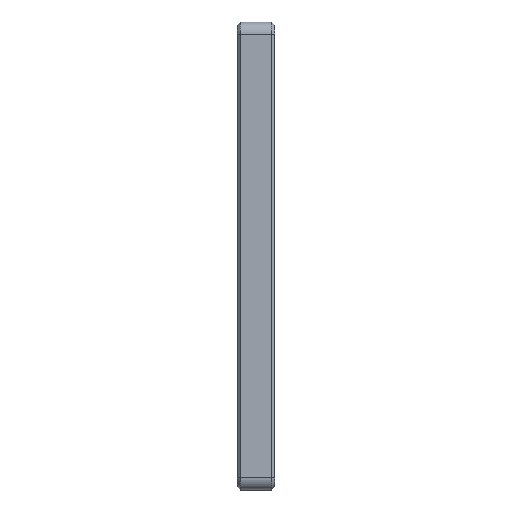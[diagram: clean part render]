
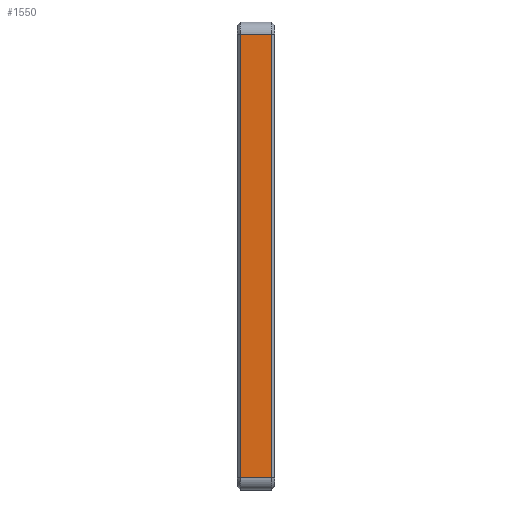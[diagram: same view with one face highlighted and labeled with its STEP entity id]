
A CAD part, left-side view. The second image highlights one B-rep face of the part: STEP entity #1550.
In plain terms, the highlighted planar face has unit normal (-1, 0, 0).
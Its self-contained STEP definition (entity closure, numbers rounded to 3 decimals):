
#57 = VERTEX_POINT ( 'NONE', #1572 ) ;
#115 = DIRECTION ( 'NONE',  ( 1., 0., 0. ) ) ;
#181 = ORIENTED_EDGE ( 'NONE', *, *, #1387, .F. ) ;
#218 = CARTESIAN_POINT ( 'NONE',  ( -21.903, 5.5, -48.005 ) ) ;
#220 = VERTEX_POINT ( 'NONE', #519 ) ;
#283 = CARTESIAN_POINT ( 'NONE',  ( -21.903, 0.5, 23. ) ) ;
#299 = CARTESIAN_POINT ( 'NONE',  ( -21.903, 5.5, 23. ) ) ;
#368 = VECTOR ( 'NONE', #2642, 1000. ) ;
#423 = EDGE_LOOP ( 'NONE', ( #1597, #1930, #181, #1786 ) ) ;
#519 = CARTESIAN_POINT ( 'NONE',  ( -21.903, 0.5, -48.005 ) ) ;
#545 = DIRECTION ( 'NONE',  ( 0., 0., 1. ) ) ;
#612 = PLANE ( 'NONE',  #2561 ) ;
#697 = VECTOR ( 'NONE', #1051, 1000. ) ;
#752 = EDGE_CURVE ( 'NONE', #57, #1723, #1093, .T. ) ;
#759 = LINE ( 'NONE', #283, #910 ) ;
#874 = EDGE_CURVE ( 'NONE', #1723, #220, #3144, .T. ) ;
#902 = CARTESIAN_POINT ( 'NONE',  ( -21.903, 6., -48.005 ) ) ;
#910 = VECTOR ( 'NONE', #545, 1000. ) ;
#944 = CARTESIAN_POINT ( 'NONE',  ( -21.903, 0.5, 23. ) ) ;
#1051 = DIRECTION ( 'NONE',  ( 0., 0., -1. ) ) ;
#1093 = LINE ( 'NONE', #299, #697 ) ;
#1110 = VECTOR ( 'NONE', #1938, 1000. ) ;
#1377 = LINE ( 'NONE', #2176, #368 ) ;
#1387 = EDGE_CURVE ( 'NONE', #57, #3001, #1377, .T. ) ;
#1550 = ADVANCED_FACE ( 'NONE', ( #2827 ), #612, .F. ) ;
#1572 = CARTESIAN_POINT ( 'NONE',  ( -21.903, 5.5, 23. ) ) ;
#1585 = CARTESIAN_POINT ( 'NONE',  ( -21.903, 6., 23. ) ) ;
#1597 = ORIENTED_EDGE ( 'NONE', *, *, #874, .T. ) ;
#1723 = VERTEX_POINT ( 'NONE', #218 ) ;
#1786 = ORIENTED_EDGE ( 'NONE', *, *, #752, .T. ) ;
#1840 = EDGE_CURVE ( 'NONE', #220, #3001, #759, .T. ) ;
#1930 = ORIENTED_EDGE ( 'NONE', *, *, #1840, .T. ) ;
#1938 = DIRECTION ( 'NONE',  ( 0., -1., 0. ) ) ;
#2176 = CARTESIAN_POINT ( 'NONE',  ( -21.903, 6., 23. ) ) ;
#2561 = AXIS2_PLACEMENT_3D ( 'NONE', #1585, #115, #2632 ) ;
#2632 = DIRECTION ( 'NONE',  ( 0., 0., -1. ) ) ;
#2642 = DIRECTION ( 'NONE',  ( 0., -1., 0. ) ) ;
#2827 = FACE_OUTER_BOUND ( 'NONE', #423, .T. ) ;
#3001 = VERTEX_POINT ( 'NONE', #944 ) ;
#3144 = LINE ( 'NONE', #902, #1110 ) ;
